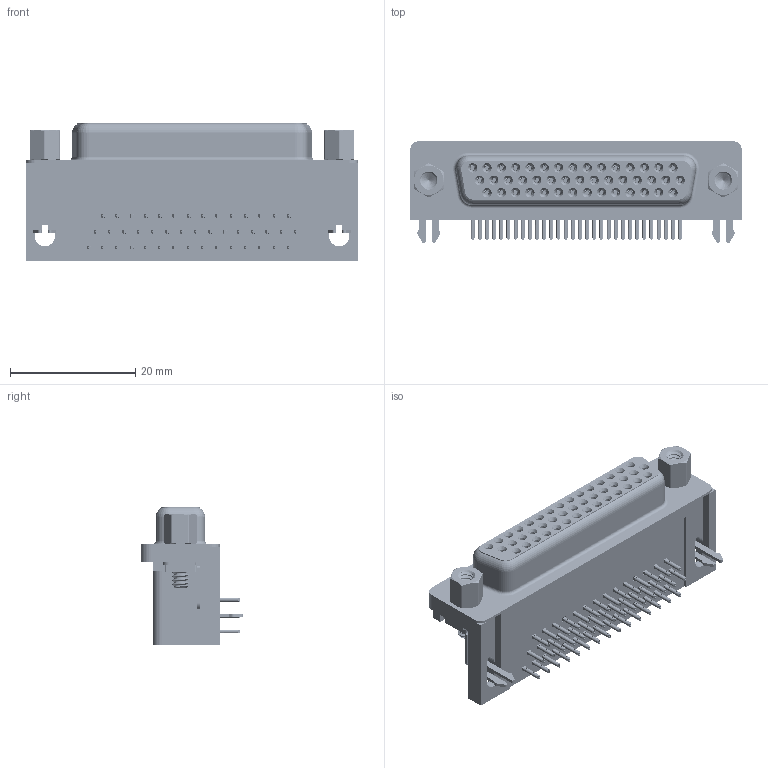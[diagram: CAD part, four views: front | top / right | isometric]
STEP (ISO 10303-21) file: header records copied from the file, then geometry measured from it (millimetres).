
FILE_DESCRIPTION (( 'STEP AP203' ), '1' );
FILE_NAME ('MHHDR-44FNS-B1.STEP', '2025-11-27T20:26:51', ( '' ), ( '' ), 'SwSTEP 2.0', 'SolidWorks 2023', '' );
FILE_SCHEMA (( 'CONFIG_CONTROL_DESIGN' ));
Length unit declared in the file: millimetre
Products named in the file (9): MHHDR Housing_44 Socket; MHHDR Contact Middle; MHHDR Contact Bottom; MHHDR 2 Prong Board Lock; MHHDR Contact Top; MHHDR-44FNS-B1; MHHDR 4-40 Hex Standoff; MHHDR 4-40 Threaded Rivet; MHHDR Shell_44 Socket
Assembly tree (52 placements, depth 2):
  MHHDR-44FNS-B1
    MHHDR Housing_44 Socket
    MHHDR Shell_44 Socket
    MHHDR Contact Bottom  x14
    MHHDR Contact Middle  x15
    MHHDR Contact Top  x15
    MHHDR 2 Prong Board Lock  x2
    MHHDR 4-40 Threaded Rivet  x2
    MHHDR 4-40 Hex Standoff  x2
Bounding box: 53.04 x 16.25 x 22 mm (x, y, z)
Volume: 9545.5 mm3; surface area: 13786.8 mm2
Topology: 52 solids, 52 shells, 6713 faces, 17682 edges, 11110 vertices
Faces by surface type: plane 2983, cylinder 1588, bspline 1546, cone 558, torus 38
Entity records: 50782 total; most frequent: CARTESIAN_POINT 17402, ORIENTED_EDGE 6678, DIRECTION 6033, EDGE_CURVE 3339, VECTOR 2189, LINE 2189, VERTEX_POINT 2138, AXIS2_PLACEMENT_3D 1922
